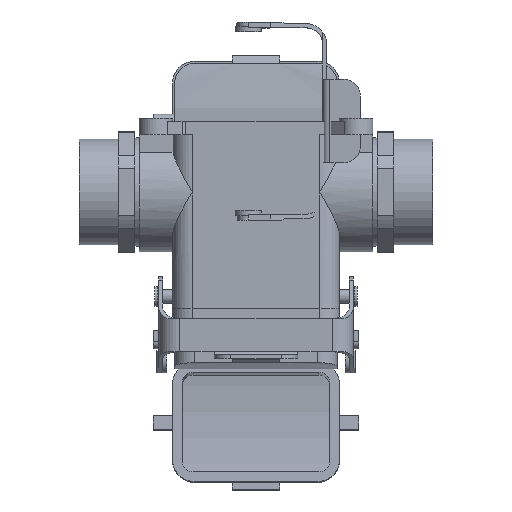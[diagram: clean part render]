
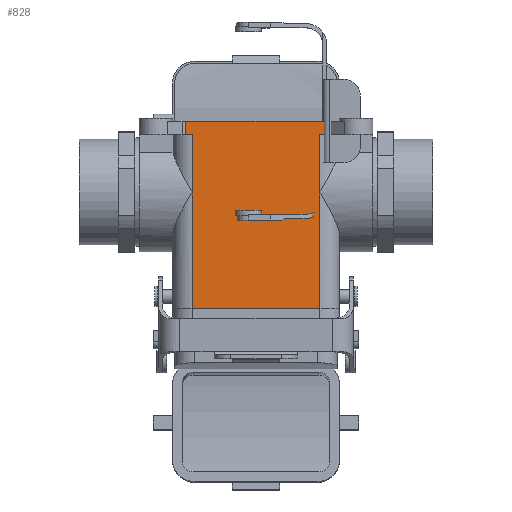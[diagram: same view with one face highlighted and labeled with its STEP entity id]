
A CAD part, top view. The second image highlights one B-rep face of the part: STEP entity #828.
In plain terms, the highlighted planar face has unit normal (0, 0, 1).
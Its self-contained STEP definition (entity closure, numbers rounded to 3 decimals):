
#828 = ADVANCED_FACE( '', ( #1730 ), #1731, .F. );
#1730 = FACE_OUTER_BOUND( '', #2658, .T. );
#1731 = PLANE( '', #2659 );
#2658 = EDGE_LOOP( '', ( #4971, #4972, #4973, #4974, #4975, #4976, #4977, #4978, #4979, #4980 ) );
#2659 = AXIS2_PLACEMENT_3D( '', #4981, #4982, #4983 );
#4971 = ORIENTED_EDGE( '', *, *, #5824, .F. );
#4972 = ORIENTED_EDGE( '', *, *, #5797, .F. );
#4973 = ORIENTED_EDGE( '', *, *, #6142, .F. );
#4974 = ORIENTED_EDGE( '', *, *, #5759, .T. );
#4975 = ORIENTED_EDGE( '', *, *, #5737, .T. );
#4976 = ORIENTED_EDGE( '', *, *, #5286, .F. );
#4977 = ORIENTED_EDGE( '', *, *, #5754, .F. );
#4978 = ORIENTED_EDGE( '', *, *, #6119, .T. );
#4979 = ORIENTED_EDGE( '', *, *, #6040, .T. );
#4980 = ORIENTED_EDGE( '', *, *, #5850, .F. );
#4981 = CARTESIAN_POINT( '', ( 25.186, -5., 21.5 ) );
#4982 = DIRECTION( '', ( 0., 0., -1. ) );
#4983 = DIRECTION( '', ( -1., 0., 0. ) );
#5286 = EDGE_CURVE( '', #6292, #6287, #6294, .T. );
#5737 = EDGE_CURVE( '', #7035, #6287, #7036, .T. );
#5754 = EDGE_CURVE( '', #7062, #6292, #7064, .T. );
#5759 = EDGE_CURVE( '', #7070, #7035, #7071, .T. );
#5797 = EDGE_CURVE( '', #7124, #6639, #7126, .T. );
#5824 = EDGE_CURVE( '', #6639, #7162, #7163, .T. );
#5850 = EDGE_CURVE( '', #7162, #7198, #7199, .T. );
#6040 = EDGE_CURVE( '', #7443, #7198, #7444, .T. );
#6119 = EDGE_CURVE( '', #7062, #7443, #7536, .T. );
#6142 = EDGE_CURVE( '', #7070, #7124, #7559, .T. );
#6287 = VERTEX_POINT( '', #7739 );
#6292 = VERTEX_POINT( '', #7745 );
#6294 = LINE( '', #7747, #7748 );
#6639 = VERTEX_POINT( '', #8286 );
#7035 = VERTEX_POINT( '', #8939 );
#7036 = LINE( '', #8940, #8941 );
#7062 = VERTEX_POINT( '', #9001 );
#7064 = LINE( '', #9003, #9004 );
#7070 = VERTEX_POINT( '', #9010 );
#7071 = LINE( '', #9011, #9012 );
#7124 = VERTEX_POINT( '', #9095 );
#7126 = LINE( '', #9097, #9098 );
#7162 = VERTEX_POINT( '', #9212 );
#7163 = LINE( '', #9213, #9214 );
#7198 = VERTEX_POINT( '', #9255 );
#7199 = LINE( '', #9256, #9257 );
#7443 = VERTEX_POINT( '', #9649 );
#7444 = LINE( '', #9650, #9651 );
#7536 = LINE( '', #9835, #9836 );
#7559 = LINE( '', #9887, #9888 );
#7739 = CARTESIAN_POINT( '', ( -25.186, 0., 21.5 ) );
#7745 = CARTESIAN_POINT( '', ( -25.186, -5., 21.5 ) );
#7747 = CARTESIAN_POINT( '', ( -25.186, -5., 21.5 ) );
#7748 = VECTOR( '', #10058, 1000. );
#8286 = CARTESIAN_POINT( '', ( 23., -25.5, 21.5 ) );
#8939 = CARTESIAN_POINT( '', ( 25.186, 0., 21.5 ) );
#8940 = CARTESIAN_POINT( '', ( 25.186, 0., 21.5 ) );
#8941 = VECTOR( '', #10622, 1000. );
#9001 = CARTESIAN_POINT( '', ( -23., -5., 21.5 ) );
#9003 = CARTESIAN_POINT( '', ( 25.186, -5., 21.5 ) );
#9004 = VECTOR( '', #10648, 1000. );
#9010 = CARTESIAN_POINT( '', ( 25.186, -5., 21.5 ) );
#9011 = CARTESIAN_POINT( '', ( 25.186, -5., 21.5 ) );
#9012 = VECTOR( '', #10655, 1000. );
#9095 = CARTESIAN_POINT( '', ( 23., -5., 21.5 ) );
#9097 = CARTESIAN_POINT( '', ( 23., 55.476, 21.5 ) );
#9098 = VECTOR( '', #10694, 1000. );
#9212 = CARTESIAN_POINT( '', ( 23., -67.4, 21.5 ) );
#9213 = CARTESIAN_POINT( '', ( 23., 55.476, 21.5 ) );
#9214 = VECTOR( '', #10717, 1000. );
#9255 = CARTESIAN_POINT( '', ( -23., -67.4, 21.5 ) );
#9256 = CARTESIAN_POINT( '', ( -23., -67.4, 21.5 ) );
#9257 = VECTOR( '', #10754, 1000. );
#9649 = CARTESIAN_POINT( '', ( -23., -25.5, 21.5 ) );
#9650 = CARTESIAN_POINT( '', ( -23., 55.476, 21.5 ) );
#9651 = VECTOR( '', #10953, 1000. );
#9835 = CARTESIAN_POINT( '', ( -23., 55.476, 21.5 ) );
#9836 = VECTOR( '', #11010, 1000. );
#9887 = CARTESIAN_POINT( '', ( 25.186, -5., 21.5 ) );
#9888 = VECTOR( '', #11018, 1000. );
#10058 = DIRECTION( '', ( 0., 1., 0. ) );
#10622 = DIRECTION( '', ( -1., 0., 0. ) );
#10648 = DIRECTION( '', ( -1., 0., 0. ) );
#10655 = DIRECTION( '', ( 0., 1., 0. ) );
#10694 = DIRECTION( '', ( 0., -1., 0. ) );
#10717 = DIRECTION( '', ( 0., -1., 0. ) );
#10754 = DIRECTION( '', ( -1., 0., 0. ) );
#10953 = DIRECTION( '', ( 0., -1., 0. ) );
#11010 = DIRECTION( '', ( 0., -1., 0. ) );
#11018 = DIRECTION( '', ( -1., 0., 0. ) );
